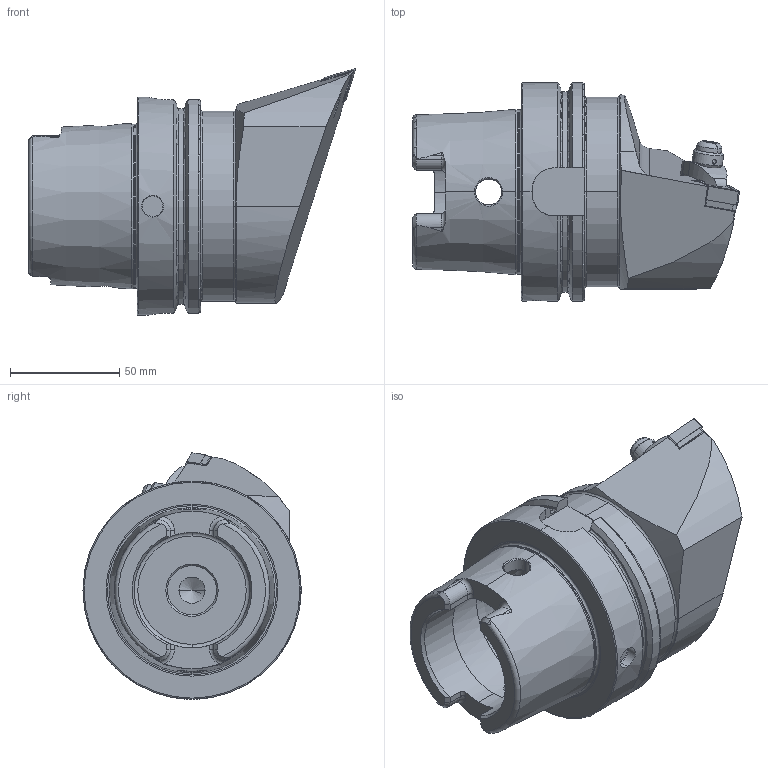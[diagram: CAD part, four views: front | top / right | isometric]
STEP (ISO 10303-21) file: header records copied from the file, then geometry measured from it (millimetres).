
FILE_DESCRIPTION (( 'STEP AP214' ), '1' );
FILE_NAME ('HA0.KDF.LHA.100.STEP', '2023-09-18T09:24:47', ( '' ), ( '' ), 'SwSTEP 2.0', 'SolidWorks 2017', '' );
FILE_SCHEMA (( 'AUTOMOTIVE_DESIGN' ));
Length unit declared in the file: millimetre
Products named in the file (11): WCC-ER4.103.032_A; WCC-ER5.102.005_A; KVT_MB_600_060; HA0.KDF.LHA.100; DNMG150604; WCC-ER3.102.024_C; WCC-ER2.001.010_A; WDF-ER2.101.003_A; ISO 13337 - 3 x 12_PreviewCfg; WCC-ER5.102.012_B; HA0-KDF.LHA.100_A_Fertigbearbeitung
Assembly tree (10 placements, depth 2):
  HA0.KDF.LHA.100
    HA0-KDF.LHA.100_A_Fertigbearbeitung
    DNMG150604
    WCC-ER2.001.010_A
    WCC-ER3.102.024_C
    WDF-ER2.101.003_A
    WCC-ER5.102.012_B
    WCC-ER5.102.005_A
    WCC-ER4.103.032_A
    ISO 13337 - 3 x 12_PreviewCfg
    KVT_MB_600_060
Bounding box: 149.9 x 100 x 113 mm (x, y, z)
Volume: 526871.6 mm3; surface area: 72765.6 mm2
Topology: 11 solids, 11 shells, 465 faces, 1163 edges, 706 vertices
Faces by surface type: cylinder 154, plane 120, cone 109, torus 64, bspline 16, sphere 2
Entity records: 16535 total; most frequent: CARTESIAN_POINT 5166, ORIENTED_EDGE 2284, DIRECTION 2272, EDGE_CURVE 1142, AXIS2_PLACEMENT_3D 914, VERTEX_POINT 703, EDGE_LOOP 493, ADVANCED_FACE 465
